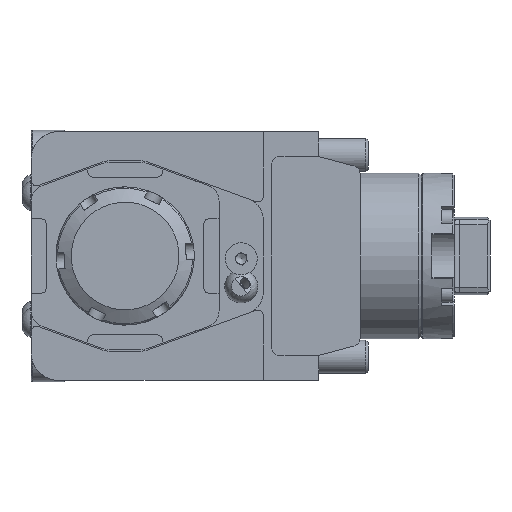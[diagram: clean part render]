
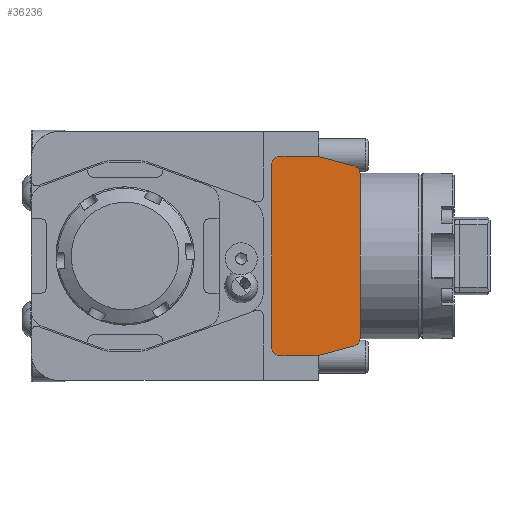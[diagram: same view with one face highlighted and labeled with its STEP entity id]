
A CAD part, left-side view. The second image highlights one B-rep face of the part: STEP entity #36236.
In plain terms, the highlighted planar face has unit normal (-1, 0, 0).
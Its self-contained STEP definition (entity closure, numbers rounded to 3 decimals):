
#308 = EDGE_CURVE ( 'NONE', #15694, #11187, #39926, .T. ) ;
#890 = VECTOR ( 'NONE', #7007, 1000. ) ;
#917 = ORIENTED_EDGE ( 'NONE', *, *, #4438, .T. ) ;
#2292 = CARTESIAN_POINT ( 'NONE',  ( -62., -82., -29.695 ) ) ;
#2975 = CARTESIAN_POINT ( 'NONE',  ( -62., -85., -29.695 ) ) ;
#3482 = CARTESIAN_POINT ( 'NONE',  ( -62., -70., -36. ) ) ;
#3973 = CARTESIAN_POINT ( 'NONE',  ( -62., -70., 36. ) ) ;
#4438 = EDGE_CURVE ( 'NONE', #9182, #12964, #11839, .T. ) ;
#5712 = DIRECTION ( 'NONE',  ( 0., 0., -1. ) ) ;
#6267 = VERTEX_POINT ( 'NONE', #33625 ) ;
#6318 = ORIENTED_EDGE ( 'NONE', *, *, #17856, .T. ) ;
#6738 = CIRCLE ( 'NONE', #17797, 3. ) ;
#7007 = DIRECTION ( 'NONE',  ( 0., 1., 0. ) ) ;
#7058 = CIRCLE ( 'NONE', #13644, 3. ) ;
#7238 = DIRECTION ( 'NONE',  ( 0., 0.966, 0.258 ) ) ;
#7843 = ORIENTED_EDGE ( 'NONE', *, *, #10604, .T. ) ;
#7932 = DIRECTION ( 'NONE',  ( 0., 0., -1. ) ) ;
#8497 = CARTESIAN_POINT ( 'NONE',  ( -62., -56., -33. ) ) ;
#8819 = VECTOR ( 'NONE', #11371, 1000. ) ;
#9019 = VERTEX_POINT ( 'NONE', #26597 ) ;
#9182 = VERTEX_POINT ( 'NONE', #24503 ) ;
#9303 = EDGE_CURVE ( 'NONE', #12964, #6267, #12143, .T. ) ;
#9574 = AXIS2_PLACEMENT_3D ( 'NONE', #8497, #30504, #5712 ) ;
#10604 = EDGE_CURVE ( 'NONE', #11187, #9182, #35925, .T. ) ;
#10741 = LINE ( 'NONE', #30390, #16119 ) ;
#11024 = EDGE_CURVE ( 'NONE', #34779, #40115, #23615, .T. ) ;
#11187 = VERTEX_POINT ( 'NONE', #34014 ) ;
#11371 = DIRECTION ( 'NONE',  ( 0., 0., -1. ) ) ;
#11604 = VERTEX_POINT ( 'NONE', #13033 ) ;
#11839 = LINE ( 'NONE', #38574, #35396 ) ;
#12084 = EDGE_LOOP ( 'NONE', ( #36161, #16147, #30217, #6318, #36909, #16217, #13090, #26386, #7843, #917 ) ) ;
#12143 = LINE ( 'NONE', #25788, #890 ) ;
#12964 = VERTEX_POINT ( 'NONE', #3973 ) ;
#13033 = CARTESIAN_POINT ( 'NONE',  ( -62., -53., 33. ) ) ;
#13090 = ORIENTED_EDGE ( 'NONE', *, *, #21008, .T. ) ;
#13644 = AXIS2_PLACEMENT_3D ( 'NONE', #2292, #30498, #33770 ) ;
#14300 = EDGE_CURVE ( 'NONE', #40115, #9019, #10741, .T. ) ;
#14786 = VECTOR ( 'NONE', #26209, 1000. ) ;
#15694 = VERTEX_POINT ( 'NONE', #2975 ) ;
#15799 = VERTEX_POINT ( 'NONE', #25210 ) ;
#16119 = VECTOR ( 'NONE', #36833, 1000. ) ;
#16147 = ORIENTED_EDGE ( 'NONE', *, *, #26398, .T. ) ;
#16217 = ORIENTED_EDGE ( 'NONE', *, *, #14300, .T. ) ;
#17797 = AXIS2_PLACEMENT_3D ( 'NONE', #34404, #34674, #19072 ) ;
#17856 = EDGE_CURVE ( 'NONE', #15799, #34779, #32110, .T. ) ;
#19072 = DIRECTION ( 'NONE',  ( 0., 0., -1. ) ) ;
#20257 = DIRECTION ( 'NONE',  ( 1., 0., 0. ) ) ;
#20398 = CARTESIAN_POINT ( 'NONE',  ( -62., -53., -36. ) ) ;
#21008 = EDGE_CURVE ( 'NONE', #9019, #15694, #7058, .T. ) ;
#22995 = CARTESIAN_POINT ( 'NONE',  ( -62., -70., -36. ) ) ;
#23282 = VECTOR ( 'NONE', #26811, 1000. ) ;
#23585 = DIRECTION ( 'NONE',  ( -1., 0., 0. ) ) ;
#23615 = LINE ( 'NONE', #22995, #14786 ) ;
#24039 = CARTESIAN_POINT ( 'NONE',  ( -62., -85., -32. ) ) ;
#24503 = CARTESIAN_POINT ( 'NONE',  ( -62., -82.773, 32.594 ) ) ;
#25210 = CARTESIAN_POINT ( 'NONE',  ( -62., -53., -33. ) ) ;
#25788 = CARTESIAN_POINT ( 'NONE',  ( -62., -70., 36. ) ) ;
#26209 = DIRECTION ( 'NONE',  ( 0., -1., 0. ) ) ;
#26386 = ORIENTED_EDGE ( 'NONE', *, *, #308, .T. ) ;
#26398 = EDGE_CURVE ( 'NONE', #6267, #11604, #6738, .T. ) ;
#26597 = CARTESIAN_POINT ( 'NONE',  ( -62., -82.773, -32.594 ) ) ;
#26811 = DIRECTION ( 'NONE',  ( 0., 0., 1. ) ) ;
#29230 = CARTESIAN_POINT ( 'NONE',  ( -62., -56., -36. ) ) ;
#29840 = EDGE_CURVE ( 'NONE', #11604, #15799, #36745, .T. ) ;
#30217 = ORIENTED_EDGE ( 'NONE', *, *, #29840, .T. ) ;
#30390 = CARTESIAN_POINT ( 'NONE',  ( -62., -85., -32. ) ) ;
#30498 = DIRECTION ( 'NONE',  ( -1., 0., 0. ) ) ;
#30504 = DIRECTION ( 'NONE',  ( -1., 0., 0. ) ) ;
#31494 = FACE_OUTER_BOUND ( 'NONE', #12084, .T. ) ;
#32110 = CIRCLE ( 'NONE', #9574, 3. ) ;
#32633 = DIRECTION ( 'NONE',  ( 0., 0., -1. ) ) ;
#33625 = CARTESIAN_POINT ( 'NONE',  ( -62., -56., 36. ) ) ;
#33770 = DIRECTION ( 'NONE',  ( 0., 0., -1. ) ) ;
#34014 = CARTESIAN_POINT ( 'NONE',  ( -62., -85., 29.695 ) ) ;
#34404 = CARTESIAN_POINT ( 'NONE',  ( -62., -56., 33. ) ) ;
#34674 = DIRECTION ( 'NONE',  ( -1., 0., 0. ) ) ;
#34779 = VERTEX_POINT ( 'NONE', #29230 ) ;
#35203 = AXIS2_PLACEMENT_3D ( 'NONE', #35859, #20257, #7932 ) ;
#35396 = VECTOR ( 'NONE', #7238, 1000. ) ;
#35859 = CARTESIAN_POINT ( 'NONE',  ( -62., -69., 0. ) ) ;
#35925 = CIRCLE ( 'NONE', #40125, 3. ) ;
#36161 = ORIENTED_EDGE ( 'NONE', *, *, #9303, .T. ) ;
#36236 = ADVANCED_FACE ( 'NONE', ( #31494 ), #38977, .F. ) ;
#36745 = LINE ( 'NONE', #20398, #8819 ) ;
#36833 = DIRECTION ( 'NONE',  ( 0., -0.966, 0.258 ) ) ;
#36909 = ORIENTED_EDGE ( 'NONE', *, *, #11024, .T. ) ;
#38574 = CARTESIAN_POINT ( 'NONE',  ( -62., -70., 36. ) ) ;
#38977 = PLANE ( 'NONE',  #35203 ) ;
#39044 = CARTESIAN_POINT ( 'NONE',  ( -62., -82., 29.695 ) ) ;
#39926 = LINE ( 'NONE', #24039, #23282 ) ;
#40115 = VERTEX_POINT ( 'NONE', #3482 ) ;
#40125 = AXIS2_PLACEMENT_3D ( 'NONE', #39044, #23585, #32633 ) ;
